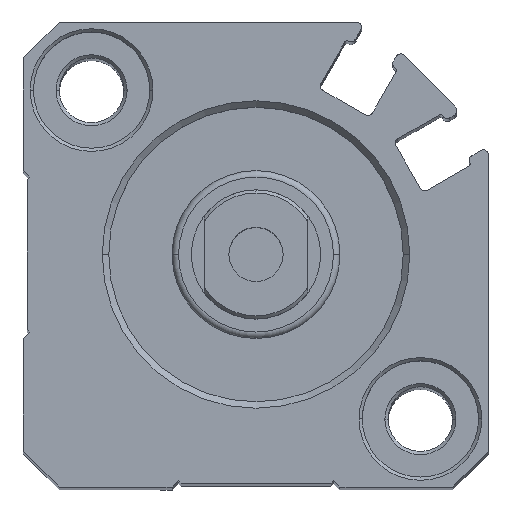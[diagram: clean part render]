
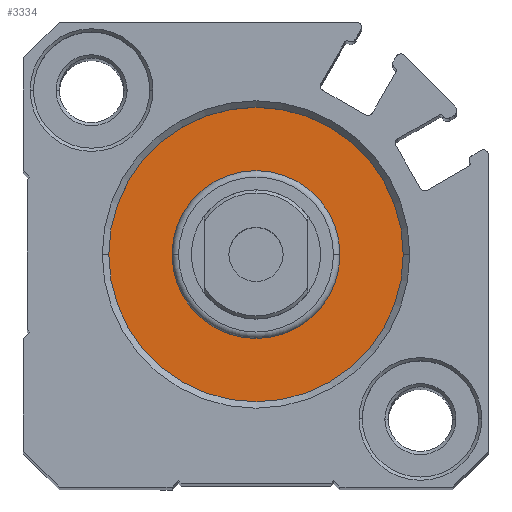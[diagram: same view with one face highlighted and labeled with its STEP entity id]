
A CAD part, top view. The second image highlights one B-rep face of the part: STEP entity #3334.
In plain terms, the highlighted planar face has unit normal (0, 0, 1).
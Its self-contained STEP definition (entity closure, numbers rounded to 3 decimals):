
#64 = CARTESIAN_POINT ( 'NONE',  ( 0., 0., 63.65 ) ) ;
#113 = CARTESIAN_POINT ( 'NONE',  ( 0., 0., 63.65 ) ) ;
#124 = DIRECTION ( 'NONE',  ( 0., 0., 1. ) ) ;
#302 = CIRCLE ( 'NONE', #3683, 6.5 ) ;
#344 = ORIENTED_EDGE ( 'NONE', *, *, #3716, .F. ) ;
#392 = CARTESIAN_POINT ( 'NONE',  ( 0., 0., 63.65 ) ) ;
#418 = DIRECTION ( 'NONE',  ( 1., 0., 0. ) ) ;
#468 = DIRECTION ( 'NONE',  ( 1., 0., 0. ) ) ;
#472 = CARTESIAN_POINT ( 'NONE',  ( 0., 0., 63.65 ) ) ;
#736 = DIRECTION ( 'NONE',  ( 0., 0., 1. ) ) ;
#787 = EDGE_CURVE ( 'NONE', #2619, #1988, #2391, .T. ) ;
#800 = DIRECTION ( 'NONE',  ( 1., 0., 0. ) ) ;
#953 = CARTESIAN_POINT ( 'NONE',  ( -6.5, 0., 63.65 ) ) ;
#1174 = CIRCLE ( 'NONE', #2926, 6.5 ) ;
#1495 = EDGE_CURVE ( 'NONE', #1988, #2619, #2446, .T. ) ;
#1899 = CARTESIAN_POINT ( 'NONE',  ( 11.4, 0., 63.65 ) ) ;
#1970 = ORIENTED_EDGE ( 'NONE', *, *, #2268, .F. ) ;
#1988 = VERTEX_POINT ( 'NONE', #1899 ) ;
#2114 = CARTESIAN_POINT ( 'NONE',  ( 0., 0., 63.65 ) ) ;
#2268 = EDGE_CURVE ( 'NONE', #3512, #3176, #302, .T. ) ;
#2390 = DIRECTION ( 'NONE',  ( 0., 0., 1. ) ) ;
#2391 = CIRCLE ( 'NONE', #3992, 11.4 ) ;
#2441 = DIRECTION ( 'NONE',  ( 0., 0., 1. ) ) ;
#2446 = CIRCLE ( 'NONE', #3742, 11.4 ) ;
#2459 = DIRECTION ( 'NONE',  ( 1., 0., 0. ) ) ;
#2541 = FACE_BOUND ( 'NONE', #3990, .T. ) ;
#2619 = VERTEX_POINT ( 'NONE', #3599 ) ;
#2739 = PLANE ( 'NONE',  #4031 ) ;
#2814 = DIRECTION ( 'NONE',  ( 0., 0., 1. ) ) ;
#2926 = AXIS2_PLACEMENT_3D ( 'NONE', #2114, #124, #2459 ) ;
#3021 = ORIENTED_EDGE ( 'NONE', *, *, #1495, .T. ) ;
#3096 = DIRECTION ( 'NONE',  ( 1., 0., 0. ) ) ;
#3099 = EDGE_LOOP ( 'NONE', ( #3021, #3755 ) ) ;
#3176 = VERTEX_POINT ( 'NONE', #953 ) ;
#3334 = ADVANCED_FACE ( 'NONE', ( #2541, #4393 ), #2739, .T. ) ;
#3365 = CARTESIAN_POINT ( 'NONE',  ( 6.5, 0., 63.65 ) ) ;
#3512 = VERTEX_POINT ( 'NONE', #3365 ) ;
#3599 = CARTESIAN_POINT ( 'NONE',  ( -11.4, 0., 63.65 ) ) ;
#3683 = AXIS2_PLACEMENT_3D ( 'NONE', #64, #2390, #418 ) ;
#3716 = EDGE_CURVE ( 'NONE', #3176, #3512, #1174, .T. ) ;
#3742 = AXIS2_PLACEMENT_3D ( 'NONE', #472, #2814, #800 ) ;
#3755 = ORIENTED_EDGE ( 'NONE', *, *, #787, .T. ) ;
#3990 = EDGE_LOOP ( 'NONE', ( #344, #1970 ) ) ;
#3992 = AXIS2_PLACEMENT_3D ( 'NONE', #113, #2441, #468 ) ;
#4031 = AXIS2_PLACEMENT_3D ( 'NONE', #392, #736, #3096 ) ;
#4393 = FACE_OUTER_BOUND ( 'NONE', #3099, .T. ) ;
